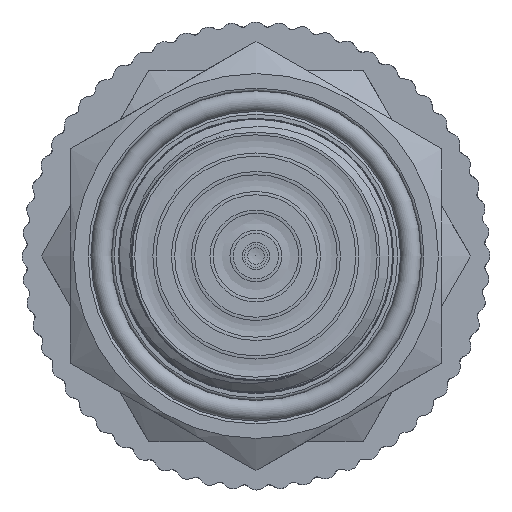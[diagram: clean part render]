
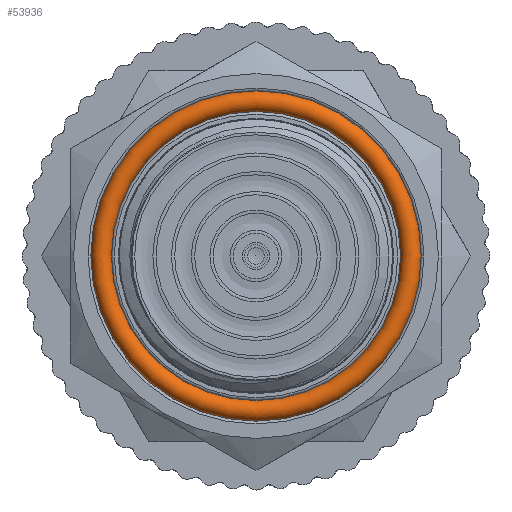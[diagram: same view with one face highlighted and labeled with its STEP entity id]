
A CAD part, left-side view. The second image highlights one B-rep face of the part: STEP entity #53936.
In plain terms, the highlighted toroidal (fillet/blend) face has major radius 11.25 mm and minor radius 0.75 mm.
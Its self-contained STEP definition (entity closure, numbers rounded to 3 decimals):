
#1040=TOROIDAL_SURFACE('',#58159,11.25,0.75);
#5939=FACE_OUTER_BOUND('',#8815,.T.);
#8815=EDGE_LOOP('',(#50327,#50328,#50329,#50330));
#9718=CIRCLE('',#58160,0.75);
#9719=CIRCLE('',#58161,10.5);
#25811=VERTEX_POINT('',#125959);
#33983=EDGE_CURVE('',#25811,#25811,#9718,.T.);
#33984=EDGE_CURVE('',#25811,#25811,#9719,.T.);
#50327=ORIENTED_EDGE('',*,*,#33983,.F.);
#50328=ORIENTED_EDGE('',*,*,#33984,.T.);
#50329=ORIENTED_EDGE('',*,*,#33983,.T.);
#50330=ORIENTED_EDGE('',*,*,#33984,.F.);
#53936=ADVANCED_FACE('',(#5939),#1040,.T.);
#58159=AXIS2_PLACEMENT_3D('',#125958,#70799,#70800);
#58160=AXIS2_PLACEMENT_3D('',#125960,#70801,#70802);
#58161=AXIS2_PLACEMENT_3D('',#125961,#70803,#70804);
#70799=DIRECTION('center_axis',(1.,0.,0.));
#70800=DIRECTION('ref_axis',(0.,0.,-1.));
#70801=DIRECTION('center_axis',(0.,-1.,0.));
#70802=DIRECTION('ref_axis',(0.,0.,1.));
#70803=DIRECTION('center_axis',(-1.,0.,0.));
#70804=DIRECTION('ref_axis',(0.,0.,-1.));
#125958=CARTESIAN_POINT('Origin',(15.2,0.,0.));
#125959=CARTESIAN_POINT('',(15.2,0.,10.5));
#125960=CARTESIAN_POINT('Origin',(15.2,0.,11.25));
#125961=CARTESIAN_POINT('Origin',(15.2,0.,0.));
